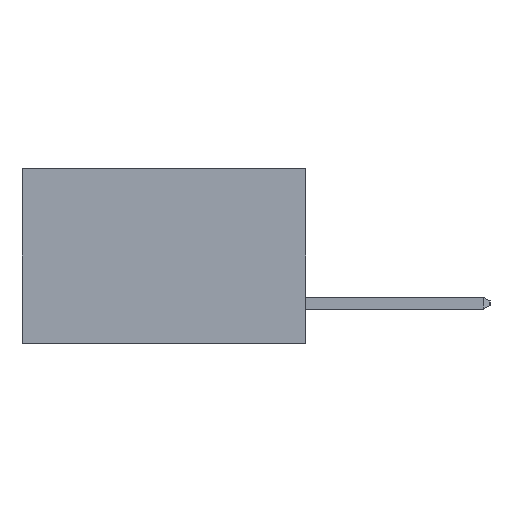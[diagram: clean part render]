
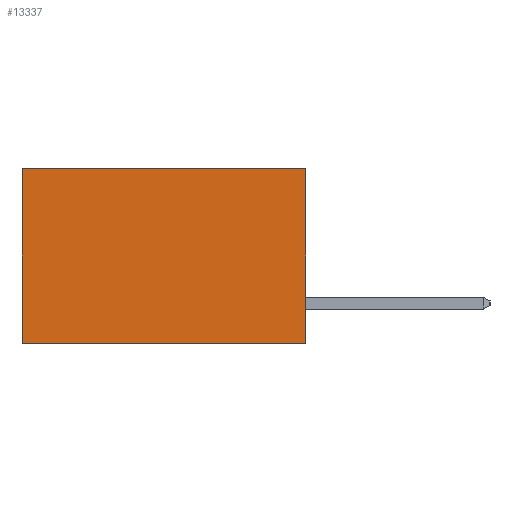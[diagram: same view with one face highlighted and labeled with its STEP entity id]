
A CAD part, left-side view. The second image highlights one B-rep face of the part: STEP entity #13337.
In plain terms, the highlighted planar face has unit normal (-1, 0, 0).
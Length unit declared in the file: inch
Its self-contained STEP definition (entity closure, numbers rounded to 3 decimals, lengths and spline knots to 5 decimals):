
#2500 = DIRECTION ( 'NONE',  ( 0., 0., -1. ) ) ;
#2940 = ORIENTED_EDGE ( 'NONE', *, *, #6858, .F. ) ;
#2948 = CARTESIAN_POINT ( 'NONE',  ( 0.298, 0., 0. ) ) ;
#3266 = EDGE_CURVE ( 'NONE', #21251, #7198, #4605, .T. ) ;
#3503 = DIRECTION ( 'NONE',  ( 1., 0., 0. ) ) ;
#4441 = DIRECTION ( 'NONE',  ( 0., 0., -1. ) ) ;
#4605 = LINE ( 'NONE', #2948, #9070 ) ;
#6098 = LINE ( 'NONE', #24521, #21995 ) ;
#6317 = ORIENTED_EDGE ( 'NONE', *, *, #12399, .T. ) ;
#6858 = EDGE_CURVE ( 'NONE', #7198, #23797, #6098, .T. ) ;
#7198 = VERTEX_POINT ( 'NONE', #7939 ) ;
#7661 = AXIS2_PLACEMENT_3D ( 'NONE', #16611, #3503, #18775 ) ;
#7939 = CARTESIAN_POINT ( 'NONE',  ( 0.298, 0., -0.37 ) ) ;
#8445 = DIRECTION ( 'NONE',  ( 0., 1., 0. ) ) ;
#9070 = VECTOR ( 'NONE', #2500, 39.37008 ) ;
#10942 = CARTESIAN_POINT ( 'NONE',  ( 0.298, 0.6, 0. ) ) ;
#11911 = ORIENTED_EDGE ( 'NONE', *, *, #3266, .F. ) ;
#12399 = EDGE_CURVE ( 'NONE', #27868, #23797, #20763, .T. ) ;
#13337 = ADVANCED_FACE ( 'NONE', ( #13632 ), #27075, .F. ) ;
#13632 = FACE_OUTER_BOUND ( 'NONE', #18674, .T. ) ;
#15076 = VECTOR ( 'NONE', #4441, 39.37008 ) ;
#15296 = CARTESIAN_POINT ( 'NONE',  ( 0.298, 0., 0. ) ) ;
#16351 = DIRECTION ( 'NONE',  ( 0., 1., 0. ) ) ;
#16611 = CARTESIAN_POINT ( 'NONE',  ( 0.298, 0., 0. ) ) ;
#17968 = CARTESIAN_POINT ( 'NONE',  ( 0.298, 0.6, 0. ) ) ;
#18303 = ORIENTED_EDGE ( 'NONE', *, *, #25105, .T. ) ;
#18674 = EDGE_LOOP ( 'NONE', ( #6317, #2940, #11911, #18303 ) ) ;
#18775 = DIRECTION ( 'NONE',  ( 0., 0., -1. ) ) ;
#19278 = CARTESIAN_POINT ( 'NONE',  ( 0.298, 0., 0. ) ) ;
#20763 = LINE ( 'NONE', #10942, #15076 ) ;
#21182 = VECTOR ( 'NONE', #8445, 39.37008 ) ;
#21251 = VERTEX_POINT ( 'NONE', #15296 ) ;
#21995 = VECTOR ( 'NONE', #16351, 39.37008 ) ;
#23797 = VERTEX_POINT ( 'NONE', #26117 ) ;
#24521 = CARTESIAN_POINT ( 'NONE',  ( 0.298, 0., -0.37 ) ) ;
#25105 = EDGE_CURVE ( 'NONE', #21251, #27868, #26679, .T. ) ;
#26117 = CARTESIAN_POINT ( 'NONE',  ( 0.298, 0.6, -0.37 ) ) ;
#26679 = LINE ( 'NONE', #19278, #21182 ) ;
#27075 = PLANE ( 'NONE',  #7661 ) ;
#27868 = VERTEX_POINT ( 'NONE', #17968 ) ;
